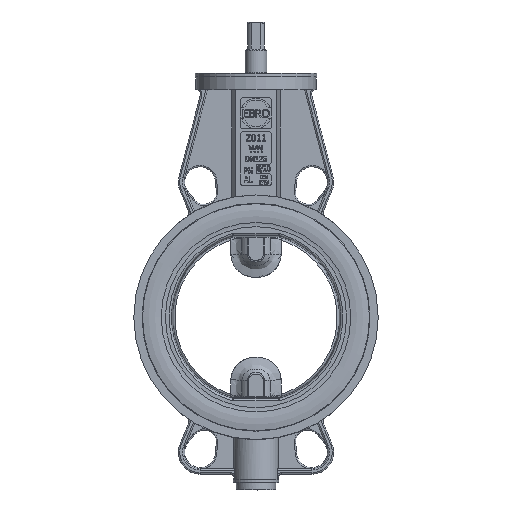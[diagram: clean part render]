
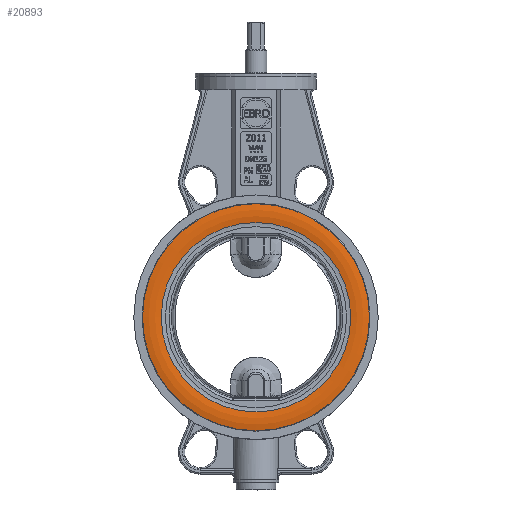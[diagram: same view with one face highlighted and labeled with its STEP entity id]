
A CAD part, top view. The second image highlights one B-rep face of the part: STEP entity #20893.
In plain terms, the highlighted toroidal (fillet/blend) face has major radius 76.5 mm and minor radius 31.9 mm.
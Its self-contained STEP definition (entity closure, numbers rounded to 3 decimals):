
#861=TOROIDAL_SURFACE('',#22330,76.5,31.9);
#2606=FACE_BOUND('',#4259,.T.);
#3010=FACE_OUTER_BOUND('',#4258,.T.);
#4258=EDGE_LOOP('',(#15269));
#4259=EDGE_LOOP('',(#15270));
#5669=CIRCLE('',#22331,69.948);
#5670=CIRCLE('',#22332,83.83);
#9615=VERTEX_POINT('',#32689);
#9616=VERTEX_POINT('',#32691);
#11761=EDGE_CURVE('',#9615,#9615,#5669,.T.);
#11762=EDGE_CURVE('',#9616,#9616,#5670,.T.);
#15269=ORIENTED_EDGE('',*,*,#11761,.F.);
#15270=ORIENTED_EDGE('',*,*,#11762,.F.);
#20893=ADVANCED_FACE('',(#3010,#2606),#861,.T.);
#22330=AXIS2_PLACEMENT_3D('',#32688,#24835,#24836);
#22331=AXIS2_PLACEMENT_3D('',#32690,#24837,#24838);
#22332=AXIS2_PLACEMENT_3D('',#32692,#24839,#24840);
#24835=DIRECTION('center_axis',(0.,0.,-1.));
#24836=DIRECTION('ref_axis',(0.,1.,0.));
#24837=DIRECTION('center_axis',(0.,0.,1.));
#24838=DIRECTION('ref_axis',(-1.,0.,0.));
#24839=DIRECTION('center_axis',(0.,0.,-1.));
#24840=DIRECTION('ref_axis',(-1.,0.,0.));
#32688=CARTESIAN_POINT('Origin',(0.,0.,-10.9));
#32689=CARTESIAN_POINT('',(69.948,0.,20.32));
#32690=CARTESIAN_POINT('Origin',(0.,0.,20.32));
#32691=CARTESIAN_POINT('',(83.83,0.,20.146));
#32692=CARTESIAN_POINT('Origin',(0.,0.,20.146));
